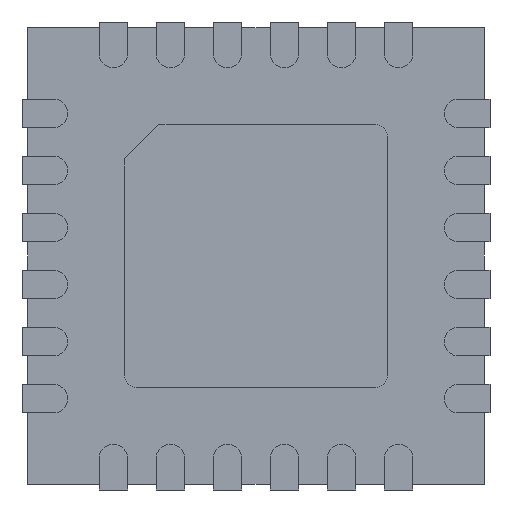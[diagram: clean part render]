
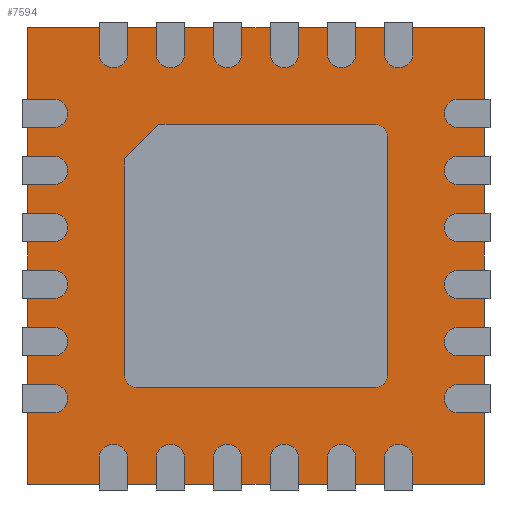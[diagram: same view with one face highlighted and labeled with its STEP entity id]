
A CAD part, front view. The second image highlights one B-rep face of the part: STEP entity #7594.
In plain terms, the highlighted planar face has unit normal (0, -1, 0).
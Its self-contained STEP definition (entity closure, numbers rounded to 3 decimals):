
#7368 = CARTESIAN_POINT ( 'NONE',  ( -2., 0.05, -2. ) ) ;
#7369 = VERTEX_POINT ( 'NONE', #7368 ) ;
#7370 = CARTESIAN_POINT ( 'NONE',  ( -2., 0.05, 2. ) ) ;
#7371 = VERTEX_POINT ( 'NONE', #7370 ) ;
#7372 = CARTESIAN_POINT ( 'NONE',  ( -2., 0.05, 2. ) ) ;
#7373 = DIRECTION ( 'NONE',  ( 0., 0., 1. ) ) ;
#7374 = VECTOR ( 'NONE', #7373, 1000. ) ;
#7375 = LINE ( 'NONE', #7372, #7374 ) ;
#7376 = EDGE_CURVE ( 'NONE', #7369, #7371, #7375, .T. ) ;
#7408 = CARTESIAN_POINT ( 'NONE',  ( 2., 0.05, 2. ) ) ;
#7409 = VERTEX_POINT ( 'NONE', #7408 ) ;
#7410 = CARTESIAN_POINT ( 'NONE',  ( 2., 0.05, 2. ) ) ;
#7411 = DIRECTION ( 'NONE',  ( 1., 0., 0. ) ) ;
#7412 = VECTOR ( 'NONE', #7411, 1000. ) ;
#7413 = LINE ( 'NONE', #7410, #7412 ) ;
#7414 = EDGE_CURVE ( 'NONE', #7371, #7409, #7413, .T. ) ;
#7439 = CARTESIAN_POINT ( 'NONE',  ( 2., 0.05, -2. ) ) ;
#7440 = VERTEX_POINT ( 'NONE', #7439 ) ;
#7441 = CARTESIAN_POINT ( 'NONE',  ( 2., 0.05, 2. ) ) ;
#7442 = DIRECTION ( 'NONE',  ( 0., 0., -1. ) ) ;
#7443 = VECTOR ( 'NONE', #7442, 1000. ) ;
#7444 = LINE ( 'NONE', #7441, #7443 ) ;
#7445 = EDGE_CURVE ( 'NONE', #7409, #7440, #7444, .T. ) ;
#7470 = CARTESIAN_POINT ( 'NONE',  ( 2., 0.05, -2. ) ) ;
#7471 = DIRECTION ( 'NONE',  ( -1., 0., 0. ) ) ;
#7472 = VECTOR ( 'NONE', #7471, 1000. ) ;
#7473 = LINE ( 'NONE', #7470, #7472 ) ;
#7474 = EDGE_CURVE ( 'NONE', #7440, #7369, #7473, .T. ) ;
#7514 = CARTESIAN_POINT ( 'NONE',  ( 1.15, 0.05, -1.05 ) ) ;
#7515 = VERTEX_POINT ( 'NONE', #7514 ) ;
#7516 = CARTESIAN_POINT ( 'NONE',  ( 1.15, 0.05, 1.05 ) ) ;
#7517 = VERTEX_POINT ( 'NONE', #7516 ) ;
#7518 = CARTESIAN_POINT ( 'NONE',  ( 1.15, 0.05, -1.15 ) ) ;
#7519 = DIRECTION ( 'NONE',  ( 0., 0., 1. ) ) ;
#7520 = VECTOR ( 'NONE', #7519, 1000. ) ;
#7521 = LINE ( 'NONE', #7518, #7520 ) ;
#7522 = EDGE_CURVE ( 'NONE', #7515, #7517, #7521, .T. ) ;
#7523 = ORIENTED_EDGE ( 'NONE', *, *, #7522, .F. ) ;
#7524 = CARTESIAN_POINT ( 'NONE',  ( 1.05, 0.05, -1.15 ) ) ;
#7525 = VERTEX_POINT ( 'NONE', #7524 ) ;
#7526 = CARTESIAN_POINT ( 'NONE',  ( 1.05, 0.05, -1.05 ) ) ;
#7527 = DIRECTION ( 'NONE',  ( 0., 1., 0. ) ) ;
#7528 = DIRECTION ( 'NONE',  ( 0., 0., -1. ) ) ;
#7529 = AXIS2_PLACEMENT_3D ( 'NONE', #7526, #7527, #7528 ) ;
#7530 = CIRCLE ( 'NONE', #7529, 0.1) ;
#7531 = EDGE_CURVE ( 'NONE', #7515, #7525, #7530, .T. ) ;
#7532 = ORIENTED_EDGE ( 'NONE', *, *, #7531, .T. ) ;
#7533 = CARTESIAN_POINT ( 'NONE',  ( -1.05, 0.05, -1.15 ) ) ;
#7534 = VERTEX_POINT ( 'NONE', #7533 ) ;
#7535 = CARTESIAN_POINT ( 'NONE',  ( -1.15, 0.05, -1.15 ) ) ;
#7536 = DIRECTION ( 'NONE',  ( 1., 0., 0. ) ) ;
#7537 = VECTOR ( 'NONE', #7536, 1000. ) ;
#7538 = LINE ( 'NONE', #7535, #7537 ) ;
#7539 = EDGE_CURVE ( 'NONE', #7534, #7525, #7538, .T. ) ;
#7540 = ORIENTED_EDGE ( 'NONE', *, *, #7539, .F. ) ;
#7541 = CARTESIAN_POINT ( 'NONE',  ( -1.15, 0.05, -1.05 ) ) ;
#7542 = VERTEX_POINT ( 'NONE', #7541 ) ;
#7543 = CARTESIAN_POINT ( 'NONE',  ( -1.05, 0.05, -1.05 ) ) ;
#7544 = DIRECTION ( 'NONE',  ( 0., 1., 0. ) ) ;
#7545 = DIRECTION ( 'NONE',  ( 0., 0., -1. ) ) ;
#7546 = AXIS2_PLACEMENT_3D ( 'NONE', #7543, #7544, #7545 ) ;
#7547 = CIRCLE ( 'NONE', #7546, 0.1) ;
#7548 = EDGE_CURVE ( 'NONE', #7534, #7542, #7547, .T. ) ;
#7549 = ORIENTED_EDGE ( 'NONE', *, *, #7548, .T. ) ;
#7550 = CARTESIAN_POINT ( 'NONE',  ( -1.15, 0.05, 0.85 ) ) ;
#7551 = VERTEX_POINT ( 'NONE', #7550 ) ;
#7552 = CARTESIAN_POINT ( 'NONE',  ( -1.15, 0.05, -1.15 ) ) ;
#7553 = DIRECTION ( 'NONE',  ( 0., 0., -1. ) ) ;
#7554 = VECTOR ( 'NONE', #7553, 1000. ) ;
#7555 = LINE ( 'NONE', #7552, #7554 ) ;
#7556 = EDGE_CURVE ( 'NONE', #7551, #7542, #7555, .T. ) ;
#7557 = ORIENTED_EDGE ( 'NONE', *, *, #7556, .F. ) ;
#7558 = CARTESIAN_POINT ( 'NONE',  ( -0.85, 0.05, 1.15 ) ) ;
#7559 = VERTEX_POINT ( 'NONE', #7558 ) ;
#7560 = CARTESIAN_POINT ( 'NONE',  ( -1.15, 0.05, 0.85 ) ) ;
#7561 = DIRECTION ( 'NONE',  ( 0.707, 0., 0.707 ) ) ;
#7562 = VECTOR ( 'NONE', #7561, 1000. ) ;
#7563 = LINE ( 'NONE', #7560, #7562 ) ;
#7564 = EDGE_CURVE ( 'NONE', #7551, #7559, #7563, .T. ) ;
#7565 = ORIENTED_EDGE ( 'NONE', *, *, #7564, .T. ) ;
#7566 = CARTESIAN_POINT ( 'NONE',  ( 1.05, 0.05, 1.15 ) ) ;
#7567 = VERTEX_POINT ( 'NONE', #7566 ) ;
#7568 = CARTESIAN_POINT ( 'NONE',  ( -1.15, 0.05, 1.15 ) ) ;
#7569 = DIRECTION ( 'NONE',  ( -1., 0., 0. ) ) ;
#7570 = VECTOR ( 'NONE', #7569, 1000. ) ;
#7571 = LINE ( 'NONE', #7568, #7570 ) ;
#7572 = EDGE_CURVE ( 'NONE', #7567, #7559, #7571, .T. ) ;
#7573 = ORIENTED_EDGE ( 'NONE', *, *, #7572, .F. ) ;
#7574 = CARTESIAN_POINT ( 'NONE',  ( 1.05, 0.05, 1.05 ) ) ;
#7575 = DIRECTION ( 'NONE',  ( 0., 1., 0. ) ) ;
#7576 = DIRECTION ( 'NONE',  ( 0., 0., -1. ) ) ;
#7577 = AXIS2_PLACEMENT_3D ( 'NONE', #7574, #7575, #7576 ) ;
#7578 = CIRCLE ( 'NONE', #7577, 0.1) ;
#7579 = EDGE_CURVE ( 'NONE', #7567, #7517, #7578, .T. ) ;
#7580 = ORIENTED_EDGE ( 'NONE', *, *, #7579, .T. ) ;
#7581 = EDGE_LOOP ( 'NONE', ( #7523, #7532, #7540, #7549, #7557, #7565, #7573, #7580 ) ) ;
#7582 = FACE_BOUND ( 'NONE', #7581, .T. ) ;
#7583 = ORIENTED_EDGE ( 'NONE', *, *, #7376, .F. ) ;
#7584 = ORIENTED_EDGE ( 'NONE', *, *, #7474, .F. ) ;
#7585 = ORIENTED_EDGE ( 'NONE', *, *, #7445, .F. ) ;
#7586 = ORIENTED_EDGE ( 'NONE', *, *, #7414, .F. ) ;
#7587 = EDGE_LOOP ( 'NONE', ( #7583, #7584, #7585, #7586 ) ) ;
#7588 = FACE_OUTER_BOUND ( 'NONE', #7587, .T. ) ;
#7589 = CARTESIAN_POINT ( 'NONE',  ( 0., 0.05, 0. ) ) ;
#7590 = DIRECTION ( 'NONE',  ( 0., 1., 0. ) ) ;
#7591 = DIRECTION ( 'NONE',  ( 0., 0., 1. ) ) ;
#7592 = AXIS2_PLACEMENT_3D ( 'NONE', #7589, #7590, #7591 ) ;
#7593 = PLANE ( 'NONE', #7592 ) ;
#7594 = ADVANCED_FACE ( 'NONE', ( #7582, #7588 ), #7593, .F. ) ;
